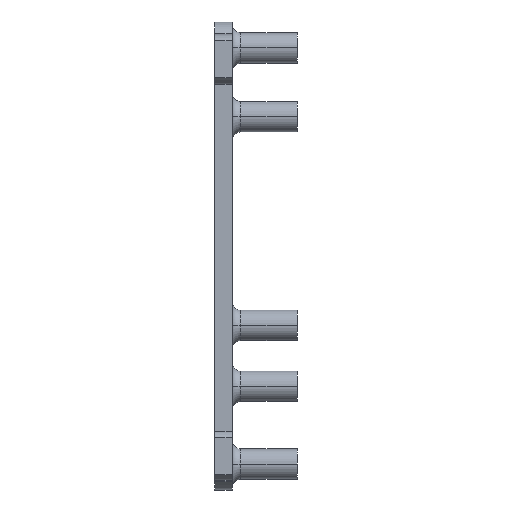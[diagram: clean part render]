
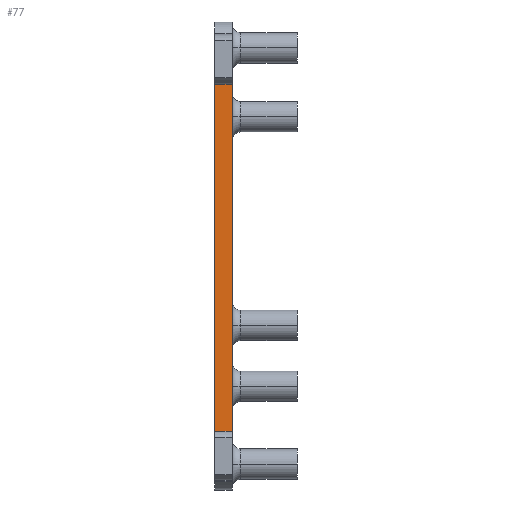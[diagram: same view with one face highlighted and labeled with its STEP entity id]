
A CAD part, top view. The second image highlights one B-rep face of the part: STEP entity #77.
In plain terms, the highlighted planar face has unit normal (0, 0, 1).
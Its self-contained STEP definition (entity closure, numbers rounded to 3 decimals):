
#77 = ADVANCED_FACE ( 'NONE', ( #4179 ), #2739, .F. ) ;
#264 = CARTESIAN_POINT ( 'NONE',  ( 0., 39.993, 45.15 ) ) ;
#319 = DIRECTION ( 'NONE',  ( 1., 0., 0. ) ) ;
#555 = ORIENTED_EDGE ( 'NONE', *, *, #2537, .T. ) ;
#568 = VECTOR ( 'NONE', #3053, 1000. ) ;
#681 = DIRECTION ( 'NONE',  ( 0., 1., 0. ) ) ;
#720 = CARTESIAN_POINT ( 'NONE',  ( 0., 0., 45.15 ) ) ;
#790 = LINE ( 'NONE', #720, #568 ) ;
#812 = DIRECTION ( 'NONE',  ( 1., 0., 0. ) ) ;
#1239 = AXIS2_PLACEMENT_3D ( 'NONE', #1723, #3056, #1343 ) ;
#1343 = DIRECTION ( 'NONE',  ( -1., 0., 0. ) ) ;
#1440 = VERTEX_POINT ( 'NONE', #2501 ) ;
#1605 = LINE ( 'NONE', #2700, #4162 ) ;
#1723 = CARTESIAN_POINT ( 'NONE',  ( 0., 0., 45.15 ) ) ;
#1726 = CARTESIAN_POINT ( 'NONE',  ( 0., -39.993, 45.15 ) ) ;
#1767 = ORIENTED_EDGE ( 'NONE', *, *, #1934, .F. ) ;
#1802 = EDGE_LOOP ( 'NONE', ( #4141, #4238, #1767, #555 ) ) ;
#1934 = EDGE_CURVE ( 'NONE', #3268, #2328, #790, .T. ) ;
#2050 = CARTESIAN_POINT ( 'NONE',  ( 4., 39.993, 45.15 ) ) ;
#2086 = LINE ( 'NONE', #3070, #3496 ) ;
#2328 = VERTEX_POINT ( 'NONE', #264 ) ;
#2501 = CARTESIAN_POINT ( 'NONE',  ( 4., -39.993, 45.15 ) ) ;
#2537 = EDGE_CURVE ( 'NONE', #3268, #1440, #2086, .T. ) ;
#2597 = EDGE_CURVE ( 'NONE', #1440, #3183, #1605, .T. ) ;
#2700 = CARTESIAN_POINT ( 'NONE',  ( 4., 0., 45.15 ) ) ;
#2739 = PLANE ( 'NONE',  #1239 ) ;
#3047 = EDGE_CURVE ( 'NONE', #2328, #3183, #3633, .T. ) ;
#3053 = DIRECTION ( 'NONE',  ( 0., 1., 0. ) ) ;
#3056 = DIRECTION ( 'NONE',  ( 0., 0., -1. ) ) ;
#3070 = CARTESIAN_POINT ( 'NONE',  ( 0., -39.993, 45.15 ) ) ;
#3183 = VERTEX_POINT ( 'NONE', #2050 ) ;
#3268 = VERTEX_POINT ( 'NONE', #1726 ) ;
#3306 = CARTESIAN_POINT ( 'NONE',  ( 0., 39.993, 45.15 ) ) ;
#3496 = VECTOR ( 'NONE', #812, 1000. ) ;
#3542 = VECTOR ( 'NONE', #319, 1000. ) ;
#3633 = LINE ( 'NONE', #3306, #3542 ) ;
#4141 = ORIENTED_EDGE ( 'NONE', *, *, #2597, .T. ) ;
#4162 = VECTOR ( 'NONE', #681, 1000. ) ;
#4179 = FACE_OUTER_BOUND ( 'NONE', #1802, .T. ) ;
#4238 = ORIENTED_EDGE ( 'NONE', *, *, #3047, .F. ) ;
